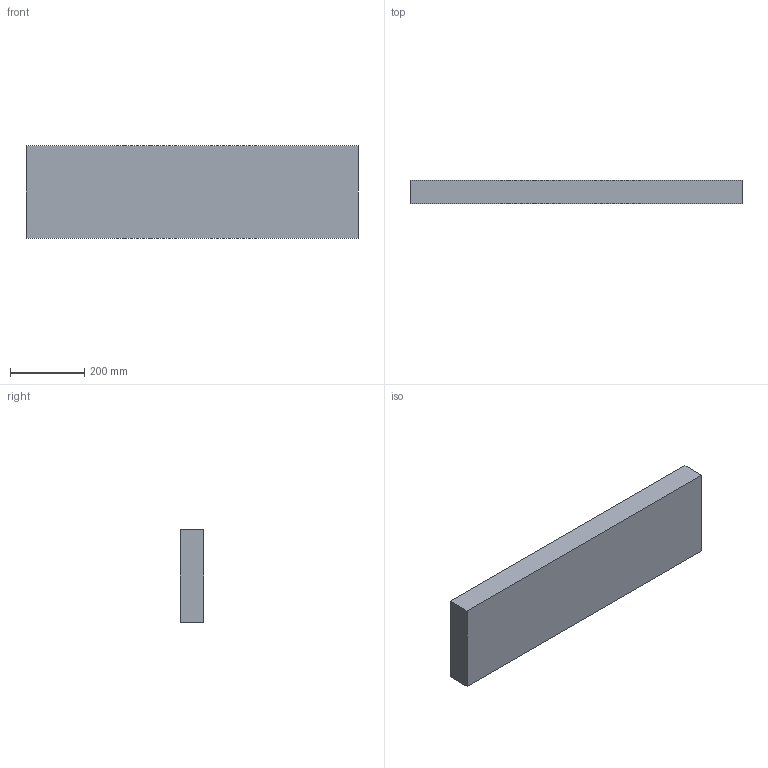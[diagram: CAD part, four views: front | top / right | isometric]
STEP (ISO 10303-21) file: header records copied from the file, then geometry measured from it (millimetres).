
FILE_DESCRIPTION(/* description */ (''),/* implementation_level */ '2;1');
FILE_NAME(/* name */ 'fcs_lap230524.stp',/* time_stamp */ '2023-05-24T13:57:30+02:00',/* author */ (''),/* organization */ (''),/* preprocessor_version */ 'ST-DEVELOPER v16.7',/* originating_system */ 'SIEMENS PLM Software NX 12.0',/* authorisation */ '');
FILE_SCHEMA (('AUTOMOTIVE_DESIGN { 1 0 10303 214 3 1 1 1 }'));
Length unit declared in the file: millimetre
Products named in the file (1): fcs_lap230524
Bounding box: 896 x 64 x 250 mm (x, y, z)
Volume: 14235528.5 mm3; surface area: 623906.9 mm2
Topology: 1 solids, 1 shells, 114 faces, 294 edges, 200 vertices
Faces by surface type: cylinder 52, cone 34, plane 28
Full cylindrical faces by diameter (mm): 10.3 x18, 20.02 x18
Entity records: 3654 total; most frequent: CARTESIAN_POINT 967, DIRECTION 438, ORIENTED_EDGE 380, AXIS2_PLACEMENT_3D 219, EDGE_LOOP 202, FACE_BOUND 191, EDGE_CURVE 190, VERTEX_POINT 184
